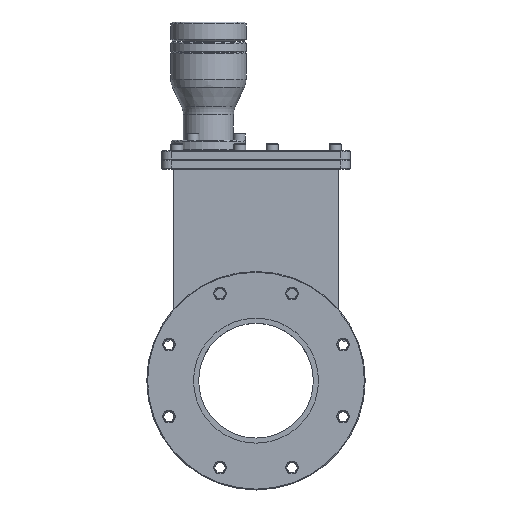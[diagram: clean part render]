
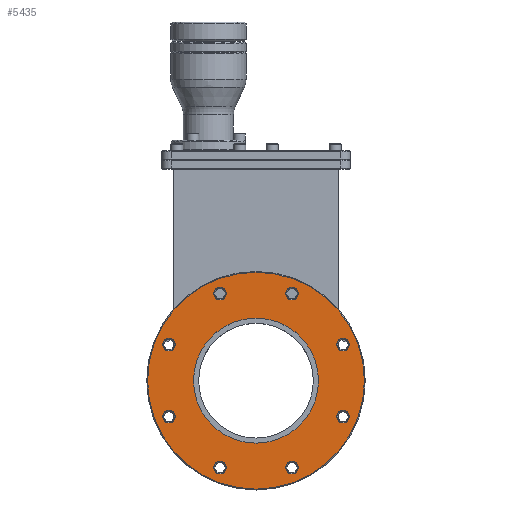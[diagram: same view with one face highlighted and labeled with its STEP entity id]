
A CAD part, top view. The second image highlights one B-rep face of the part: STEP entity #5435.
In plain terms, the highlighted planar face has unit normal (0, 0, 1).
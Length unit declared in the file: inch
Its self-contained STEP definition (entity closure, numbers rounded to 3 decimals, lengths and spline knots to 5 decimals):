
#529=CARTESIAN_POINT('',(0.,0.,0.9845));
#530=DIRECTION('',(0.,0.,-1.));
#531=DIRECTION('',(-1.,0.,0.));
#532=AXIS2_PLACEMENT_3D('',#529,#530,#531);
#534=CARTESIAN_POINT('',(0.,0.,0.9845));
#535=DIRECTION('',(0.,0.,-1.));
#536=DIRECTION('',(1.,0.,0.));
#537=AXIS2_PLACEMENT_3D('',#534,#535,#536);
#539=CARTESIAN_POINT('',(-2.27321,0.94159,0.9845));
#540=DIRECTION('',(0.,0.,1.));
#541=DIRECTION('',(-1.,0.,0.));
#542=AXIS2_PLACEMENT_3D('',#539,#540,#541);
#544=CARTESIAN_POINT('',(-2.27321,0.94159,0.9845));
#545=DIRECTION('',(0.,0.,1.));
#546=DIRECTION('',(1.,0.,0.));
#547=AXIS2_PLACEMENT_3D('',#544,#545,#546);
#549=CARTESIAN_POINT('',(-0.94159,2.27321,0.9845));
#550=DIRECTION('',(0.,0.,1.));
#551=DIRECTION('',(-1.,0.,0.));
#552=AXIS2_PLACEMENT_3D('',#549,#550,#551);
#554=CARTESIAN_POINT('',(-0.94159,2.27321,0.9845));
#555=DIRECTION('',(0.,0.,1.));
#556=DIRECTION('',(1.,0.,0.));
#557=AXIS2_PLACEMENT_3D('',#554,#555,#556);
#559=CARTESIAN_POINT('',(0.94159,2.27321,0.9845));
#560=DIRECTION('',(0.,0.,1.));
#561=DIRECTION('',(-1.,0.,0.));
#562=AXIS2_PLACEMENT_3D('',#559,#560,#561);
#564=CARTESIAN_POINT('',(0.94159,2.27321,0.9845));
#565=DIRECTION('',(0.,0.,1.));
#566=DIRECTION('',(1.,0.,0.));
#567=AXIS2_PLACEMENT_3D('',#564,#565,#566);
#569=CARTESIAN_POINT('',(2.27321,0.94159,0.9845));
#570=DIRECTION('',(0.,0.,1.));
#571=DIRECTION('',(-1.,0.,0.));
#572=AXIS2_PLACEMENT_3D('',#569,#570,#571);
#574=CARTESIAN_POINT('',(2.27321,0.94159,0.9845));
#575=DIRECTION('',(0.,0.,1.));
#576=DIRECTION('',(1.,0.,0.));
#577=AXIS2_PLACEMENT_3D('',#574,#575,#576);
#579=CARTESIAN_POINT('',(2.27321,-0.94159,0.9845));
#580=DIRECTION('',(0.,0.,1.));
#581=DIRECTION('',(-1.,0.,0.));
#582=AXIS2_PLACEMENT_3D('',#579,#580,#581);
#584=CARTESIAN_POINT('',(2.27321,-0.94159,0.9845));
#585=DIRECTION('',(0.,0.,1.));
#586=DIRECTION('',(1.,0.,0.));
#587=AXIS2_PLACEMENT_3D('',#584,#585,#586);
#589=CARTESIAN_POINT('',(0.94159,-2.27321,0.9845));
#590=DIRECTION('',(0.,0.,1.));
#591=DIRECTION('',(-1.,0.,0.));
#592=AXIS2_PLACEMENT_3D('',#589,#590,#591);
#594=CARTESIAN_POINT('',(0.94159,-2.27321,0.9845));
#595=DIRECTION('',(0.,0.,1.));
#596=DIRECTION('',(1.,0.,0.));
#597=AXIS2_PLACEMENT_3D('',#594,#595,#596);
#599=CARTESIAN_POINT('',(-0.94159,-2.27321,0.9845));
#600=DIRECTION('',(0.,0.,1.));
#601=DIRECTION('',(-1.,0.,0.));
#602=AXIS2_PLACEMENT_3D('',#599,#600,#601);
#604=CARTESIAN_POINT('',(-0.94159,-2.27321,0.9845));
#605=DIRECTION('',(0.,0.,1.));
#606=DIRECTION('',(1.,0.,0.));
#607=AXIS2_PLACEMENT_3D('',#604,#605,#606);
#609=CARTESIAN_POINT('',(-2.27321,-0.94159,0.9845));
#610=DIRECTION('',(0.,0.,1.));
#611=DIRECTION('',(-1.,0.,0.));
#612=AXIS2_PLACEMENT_3D('',#609,#610,#611);
#614=CARTESIAN_POINT('',(-2.27321,-0.94159,0.9845));
#615=DIRECTION('',(0.,0.,1.));
#616=DIRECTION('',(1.,0.,0.));
#617=AXIS2_PLACEMENT_3D('',#614,#615,#616);
#619=CARTESIAN_POINT('',(0.,0.,0.9845));
#620=DIRECTION('',(0.,0.,-1.));
#621=DIRECTION('',(0.,1.,0.));
#622=AXIS2_PLACEMENT_3D('',#619,#620,#621);
#624=CARTESIAN_POINT('',(0.,0.,0.9845));
#625=DIRECTION('',(0.,0.,-1.));
#626=DIRECTION('',(0.,-1.,0.));
#627=AXIS2_PLACEMENT_3D('',#624,#625,#626);
#3998=CARTESIAN_POINT('',(-1.634,0.,0.9845));
#3999=CARTESIAN_POINT('',(1.634,0.,0.9845));
#4000=VERTEX_POINT('',#3998);
#4001=VERTEX_POINT('',#3999);
#4154=CARTESIAN_POINT('',(-2.43721,0.94159,0.9845));
#4155=CARTESIAN_POINT('',(-2.10921,0.94159,0.9845));
#4156=VERTEX_POINT('',#4154);
#4157=VERTEX_POINT('',#4155);
#4166=CARTESIAN_POINT('',(-1.10559,2.27321,0.9845));
#4167=CARTESIAN_POINT('',(-0.77759,2.27321,0.9845));
#4168=VERTEX_POINT('',#4166);
#4169=VERTEX_POINT('',#4167);
#4178=CARTESIAN_POINT('',(0.77759,2.27321,0.9845));
#4179=CARTESIAN_POINT('',(1.10559,2.27321,0.9845));
#4180=VERTEX_POINT('',#4178);
#4181=VERTEX_POINT('',#4179);
#4198=CARTESIAN_POINT('',(2.10921,0.94159,0.9845));
#4199=CARTESIAN_POINT('',(2.43721,0.94159,0.9845));
#4200=VERTEX_POINT('',#4198);
#4201=VERTEX_POINT('',#4199);
#4214=CARTESIAN_POINT('',(2.10921,-0.94159,0.9845));
#4215=CARTESIAN_POINT('',(2.43721,-0.94159,0.9845));
#4216=VERTEX_POINT('',#4214);
#4217=VERTEX_POINT('',#4215);
#4226=CARTESIAN_POINT('',(0.77759,-2.27321,0.9845));
#4227=CARTESIAN_POINT('',(1.10559,-2.27321,0.9845));
#4228=VERTEX_POINT('',#4226);
#4229=VERTEX_POINT('',#4227);
#4238=CARTESIAN_POINT('',(-1.10559,-2.27321,0.9845));
#4239=CARTESIAN_POINT('',(-0.77759,-2.27321,0.9845));
#4240=VERTEX_POINT('',#4238);
#4241=VERTEX_POINT('',#4239);
#4254=CARTESIAN_POINT('',(-2.43721,-0.94159,0.9845));
#4255=CARTESIAN_POINT('',(-2.10921,-0.94159,0.9845));
#4256=VERTEX_POINT('',#4254);
#4257=VERTEX_POINT('',#4255);
#4484=CARTESIAN_POINT('',(0.,2.8345,0.9845));
#4485=CARTESIAN_POINT('',(0.,-2.8345,0.9845));
#4486=VERTEX_POINT('',#4484);
#4487=VERTEX_POINT('',#4485);
#5371=CARTESIAN_POINT('',(0.,0.,0.9845));
#5372=DIRECTION('',(0.,0.,-1.));
#5373=DIRECTION('',(0.,-1.,0.));
#5374=AXIS2_PLACEMENT_3D('',#5371,#5372,#5373);
#5375=PLANE('',#5374);
#5377=ORIENTED_EDGE('',*,*,#5376,.T.);
#5379=ORIENTED_EDGE('',*,*,#5378,.T.);
#5380=EDGE_LOOP('',(#5377,#5379));
#5381=FACE_OUTER_BOUND('',#5380,.F.);
#5382=ORIENTED_EDGE('',*,*,#5361,.F.);
#5384=ORIENTED_EDGE('',*,*,#5383,.F.);
#5385=EDGE_LOOP('',(#5382,#5384));
#5386=FACE_BOUND('',#5385,.F.);
#5388=ORIENTED_EDGE('',*,*,#5387,.T.);
#5390=ORIENTED_EDGE('',*,*,#5389,.T.);
#5391=EDGE_LOOP('',(#5388,#5390));
#5392=FACE_BOUND('',#5391,.F.);
#5394=ORIENTED_EDGE('',*,*,#5393,.T.);
#5396=ORIENTED_EDGE('',*,*,#5395,.T.);
#5397=EDGE_LOOP('',(#5394,#5396));
#5398=FACE_BOUND('',#5397,.F.);
#5400=ORIENTED_EDGE('',*,*,#5399,.T.);
#5402=ORIENTED_EDGE('',*,*,#5401,.T.);
#5403=EDGE_LOOP('',(#5400,#5402));
#5404=FACE_BOUND('',#5403,.F.);
#5406=ORIENTED_EDGE('',*,*,#5405,.T.);
#5408=ORIENTED_EDGE('',*,*,#5407,.T.);
#5409=EDGE_LOOP('',(#5406,#5408));
#5410=FACE_BOUND('',#5409,.F.);
#5412=ORIENTED_EDGE('',*,*,#5411,.T.);
#5414=ORIENTED_EDGE('',*,*,#5413,.T.);
#5415=EDGE_LOOP('',(#5412,#5414));
#5416=FACE_BOUND('',#5415,.F.);
#5418=ORIENTED_EDGE('',*,*,#5417,.T.);
#5420=ORIENTED_EDGE('',*,*,#5419,.T.);
#5421=EDGE_LOOP('',(#5418,#5420));
#5422=FACE_BOUND('',#5421,.F.);
#5424=ORIENTED_EDGE('',*,*,#5423,.T.);
#5426=ORIENTED_EDGE('',*,*,#5425,.T.);
#5427=EDGE_LOOP('',(#5424,#5426));
#5428=FACE_BOUND('',#5427,.F.);
#5430=ORIENTED_EDGE('',*,*,#5429,.T.);
#5432=ORIENTED_EDGE('',*,*,#5431,.T.);
#5433=EDGE_LOOP('',(#5430,#5432));
#5434=FACE_BOUND('',#5433,.F.);
#5435=ADVANCED_FACE('',(#5381,#5386,#5392,#5398,#5404,#5410,#5416,#5422,#5428,
#5434),#5375,.F.);
#533=CIRCLE('',#532,1.634);
#538=CIRCLE('',#537,1.634);
#543=CIRCLE('',#542,0.164);
#548=CIRCLE('',#547,0.164);
#553=CIRCLE('',#552,0.164);
#558=CIRCLE('',#557,0.164);
#563=CIRCLE('',#562,0.164);
#568=CIRCLE('',#567,0.164);
#573=CIRCLE('',#572,0.164);
#578=CIRCLE('',#577,0.164);
#583=CIRCLE('',#582,0.164);
#588=CIRCLE('',#587,0.164);
#593=CIRCLE('',#592,0.164);
#598=CIRCLE('',#597,0.164);
#603=CIRCLE('',#602,0.164);
#608=CIRCLE('',#607,0.164);
#613=CIRCLE('',#612,0.164);
#618=CIRCLE('',#617,0.164);
#623=CIRCLE('',#622,2.8345);
#628=CIRCLE('',#627,2.8345);
#5361=EDGE_CURVE('',#4000,#4001,#533,.T.);
#5376=EDGE_CURVE('',#4486,#4487,#623,.T.);
#5378=EDGE_CURVE('',#4487,#4486,#628,.T.);
#5383=EDGE_CURVE('',#4001,#4000,#538,.T.);
#5387=EDGE_CURVE('',#4156,#4157,#543,.T.);
#5389=EDGE_CURVE('',#4157,#4156,#548,.T.);
#5393=EDGE_CURVE('',#4168,#4169,#553,.T.);
#5395=EDGE_CURVE('',#4169,#4168,#558,.T.);
#5399=EDGE_CURVE('',#4180,#4181,#563,.T.);
#5401=EDGE_CURVE('',#4181,#4180,#568,.T.);
#5405=EDGE_CURVE('',#4200,#4201,#573,.T.);
#5407=EDGE_CURVE('',#4201,#4200,#578,.T.);
#5411=EDGE_CURVE('',#4216,#4217,#583,.T.);
#5413=EDGE_CURVE('',#4217,#4216,#588,.T.);
#5417=EDGE_CURVE('',#4228,#4229,#593,.T.);
#5419=EDGE_CURVE('',#4229,#4228,#598,.T.);
#5423=EDGE_CURVE('',#4240,#4241,#603,.T.);
#5425=EDGE_CURVE('',#4241,#4240,#608,.T.);
#5429=EDGE_CURVE('',#4256,#4257,#613,.T.);
#5431=EDGE_CURVE('',#4257,#4256,#618,.T.);
